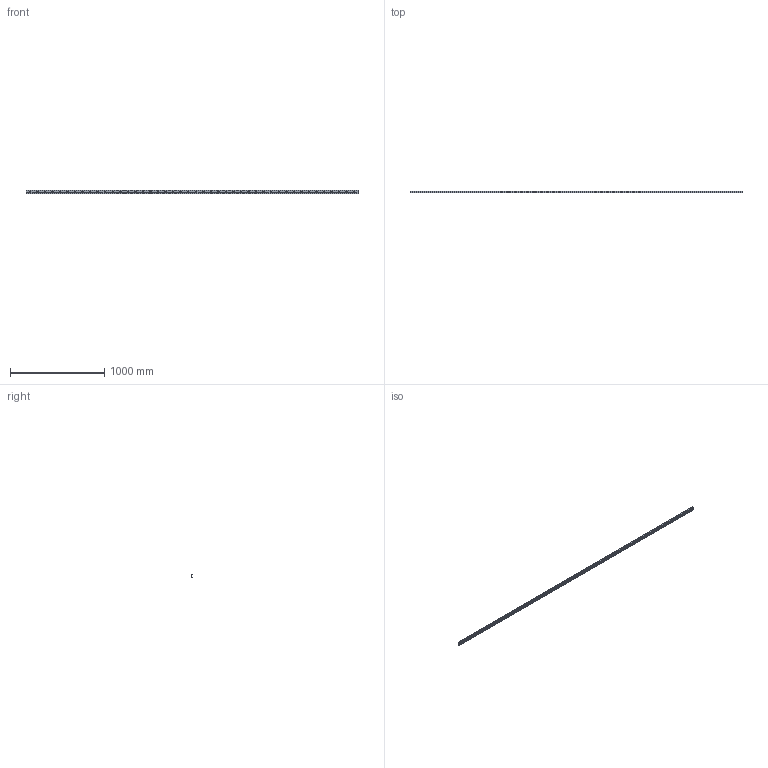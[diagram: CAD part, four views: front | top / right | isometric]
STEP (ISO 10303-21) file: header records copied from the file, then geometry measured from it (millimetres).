
FILE_DESCRIPTION((''),'2;1');
FILE_NAME('LCX 35-3520.C.stp','2016-04-28T09:16:16',('MRathmann'),(''),'Autodesk Inventor 2012','Autodesk Inventor 2012','');
FILE_SCHEMA(('CONFIG_CONTROL_DESIGN'));
Length unit declared in the file: millimetre
Products named in the file (1): LCX 35-3520.C
Bounding box: 3520 x 16.5 x 35 mm (x, y, z)
Volume: 758687.1 mm3; surface area: 451825.4 mm2
Topology: 1 solids, 1 shells, 160 faces, 518 edges, 360 vertices
Faces by surface type: cylinder 101, plane 59
Full cylindrical faces by diameter (mm): 8 x44, 15 x44
Entity records: 5994 total; most frequent: CARTESIAN_POINT 2051, DIRECTION 822, ORIENTED_EDGE 684, AXIS2_PLACEMENT_3D 363, EDGE_CURVE 342, EDGE_LOOP 336, VERTEX_POINT 272, CIRCLE 202
